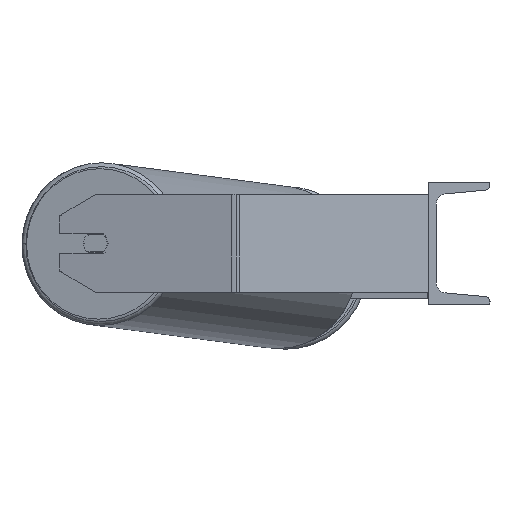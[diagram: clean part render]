
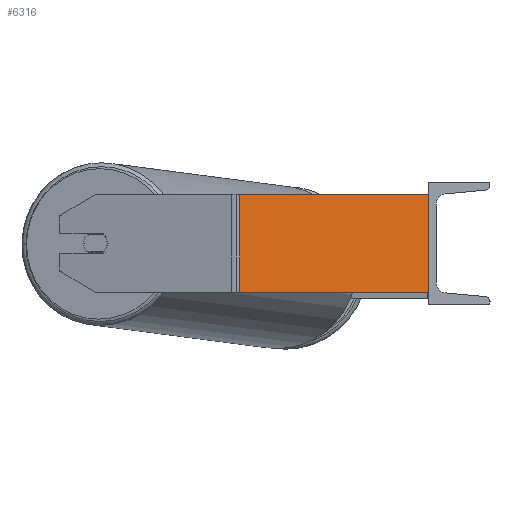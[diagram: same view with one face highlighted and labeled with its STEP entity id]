
A CAD part, left-side view. The second image highlights one B-rep face of the part: STEP entity #6316.
In plain terms, the highlighted planar face has unit normal (-0.985, -0.174, 0).
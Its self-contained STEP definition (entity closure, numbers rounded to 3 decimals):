
#208 = ORIENTED_EDGE ( 'NONE', *, *, #2537, .T. ) ;
#1088 = VERTEX_POINT ( 'NONE', #2538 ) ;
#1094 = LINE ( 'NONE', #6700, #3575 ) ;
#1115 = AXIS2_PLACEMENT_3D ( 'NONE', #6691, #3300, #8066 ) ;
#1450 = EDGE_CURVE ( 'NONE', #1088, #3860, #1094, .T. ) ;
#1820 = PLANE ( 'NONE',  #1115 ) ;
#1971 = EDGE_CURVE ( 'NONE', #3004, #8279, #3161, .T. ) ;
#2192 = DIRECTION ( 'NONE',  ( 0., 0., -1. ) ) ;
#2537 = EDGE_CURVE ( 'NONE', #3004, #1088, #4389, .T. ) ;
#2538 = CARTESIAN_POINT ( 'NONE',  ( -912.244, 154.509, -40. ) ) ;
#2692 = DIRECTION ( 'NONE',  ( 0., 0., -1. ) ) ;
#2977 = CARTESIAN_POINT ( 'NONE',  ( -912.244, 154.509, 40. ) ) ;
#3004 = VERTEX_POINT ( 'NONE', #2977 ) ;
#3161 = LINE ( 'NONE', #5295, #5188 ) ;
#3219 = FACE_OUTER_BOUND ( 'NONE', #6376, .T. ) ;
#3300 = DIRECTION ( 'NONE',  ( 0.985, 0.174, 0. ) ) ;
#3575 = VECTOR ( 'NONE', #7476, 1000. ) ;
#3860 = VERTEX_POINT ( 'NONE', #6540 ) ;
#4389 = LINE ( 'NONE', #7192, #6347 ) ;
#5074 = CARTESIAN_POINT ( 'NONE',  ( -885., 0., 40. ) ) ;
#5188 = VECTOR ( 'NONE', #5337, 1000. ) ;
#5295 = CARTESIAN_POINT ( 'NONE',  ( -912.86, 158.002, 40. ) ) ;
#5337 = DIRECTION ( 'NONE',  ( 0.174, -0.985, 0. ) ) ;
#5404 = ORIENTED_EDGE ( 'NONE', *, *, #1971, .F. ) ;
#6134 = VECTOR ( 'NONE', #2692, 1000. ) ;
#6316 = ADVANCED_FACE ( 'NONE', ( #3219 ), #1820, .F. ) ;
#6347 = VECTOR ( 'NONE', #2192, 1000. ) ;
#6376 = EDGE_LOOP ( 'NONE', ( #7864, #8118, #5404, #208 ) ) ;
#6445 = EDGE_CURVE ( 'NONE', #8279, #3860, #6950, .T. ) ;
#6540 = CARTESIAN_POINT ( 'NONE',  ( -885., 0., -40. ) ) ;
#6691 = CARTESIAN_POINT ( 'NONE',  ( -912.86, 158.002, 40. ) ) ;
#6700 = CARTESIAN_POINT ( 'NONE',  ( -912.86, 158.002, -40. ) ) ;
#6950 = LINE ( 'NONE', #9019, #6134 ) ;
#7192 = CARTESIAN_POINT ( 'NONE',  ( -912.244, 154.509, 40. ) ) ;
#7476 = DIRECTION ( 'NONE',  ( 0.174, -0.985, 0. ) ) ;
#7864 = ORIENTED_EDGE ( 'NONE', *, *, #1450, .T. ) ;
#8066 = DIRECTION ( 'NONE',  ( -0.174, 0.985, 0. ) ) ;
#8118 = ORIENTED_EDGE ( 'NONE', *, *, #6445, .F. ) ;
#8279 = VERTEX_POINT ( 'NONE', #5074 ) ;
#9019 = CARTESIAN_POINT ( 'NONE',  ( -885., 0., 40. ) ) ;
